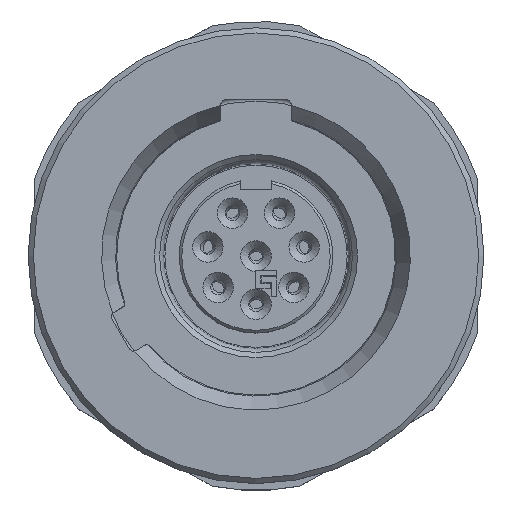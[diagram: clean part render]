
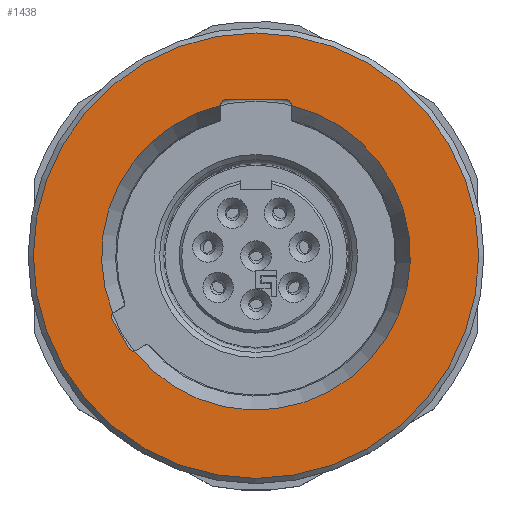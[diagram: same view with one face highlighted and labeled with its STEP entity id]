
A CAD part, top view. The second image highlights one B-rep face of the part: STEP entity #1438.
In plain terms, the highlighted planar face has unit normal (0, 0, 1).
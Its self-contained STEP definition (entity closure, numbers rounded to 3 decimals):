
#614=LINE('',#7981,#932);
#615=LINE('',#7988,#933);
#616=LINE('',#7992,#934);
#617=LINE('',#7996,#935);
#932=VECTOR('',#6440,1.);
#933=VECTOR('',#6445,1.);
#934=VECTOR('',#6448,1.);
#935=VECTOR('',#6451,1.);
#1283=PLANE('',#5832);
#1438=ADVANCED_FACE('',(#1888,#1889),#1283,.T.);
#1888=FACE_BOUND('',#2152,.T.);
#1889=FACE_BOUND('',#2153,.T.);
#2152=EDGE_LOOP('',(#2652));
#2153=EDGE_LOOP('',(#2653,#2654,#2655,#2656,#2657,#2658,#2659,#2660,#2661,
#2662));
#2652=ORIENTED_EDGE('',*,*,#4754,.T.);
#2653=ORIENTED_EDGE('',*,*,#4755,.F.);
#2654=ORIENTED_EDGE('',*,*,#4756,.T.);
#2655=ORIENTED_EDGE('',*,*,#4757,.T.);
#2656=ORIENTED_EDGE('',*,*,#4758,.F.);
#2657=ORIENTED_EDGE('',*,*,#4759,.T.);
#2658=ORIENTED_EDGE('',*,*,#4760,.T.);
#2659=ORIENTED_EDGE('',*,*,#4761,.T.);
#2660=ORIENTED_EDGE('',*,*,#4762,.T.);
#2661=ORIENTED_EDGE('',*,*,#4763,.T.);
#2662=ORIENTED_EDGE('',*,*,#4764,.T.);
#4202=VERTEX_POINT('',#7980);
#4203=VERTEX_POINT('',#7982);
#4204=VERTEX_POINT('',#7983);
#4205=VERTEX_POINT('',#7985);
#4206=VERTEX_POINT('',#7987);
#4207=VERTEX_POINT('',#7989);
#4208=VERTEX_POINT('',#7991);
#4209=VERTEX_POINT('',#7993);
#4210=VERTEX_POINT('',#7995);
#4211=VERTEX_POINT('',#7997);
#4212=VERTEX_POINT('',#7999);
#4754=EDGE_CURVE('',#4202,#4202,#5526,.T.);
#4755=EDGE_CURVE('',#4203,#4204,#614,.T.);
#4756=EDGE_CURVE('',#4203,#4205,#5527,.T.);
#4757=EDGE_CURVE('',#4205,#4206,#5528,.T.);
#4758=EDGE_CURVE('',#4207,#4206,#615,.T.);
#4759=EDGE_CURVE('',#4207,#4208,#5529,.T.);
#4760=EDGE_CURVE('',#4208,#4209,#616,.T.);
#4761=EDGE_CURVE('',#4209,#4210,#5530,.T.);
#4762=EDGE_CURVE('',#4210,#4211,#617,.T.);
#4763=EDGE_CURVE('',#4211,#4212,#5531,.T.);
#4764=EDGE_CURVE('',#4212,#4204,#5532,.T.);
#5526=CIRCLE('',#5825,8.55);
#5527=CIRCLE('',#5826,0.2);
#5528=CIRCLE('',#5827,5.927);
#5529=CIRCLE('',#5828,0.2);
#5530=CIRCLE('',#5829,0.2);
#5531=CIRCLE('',#5830,5.927);
#5532=CIRCLE('',#5831,0.2);
#5825=AXIS2_PLACEMENT_3D('',#7979,#6438,#6439);
#5826=AXIS2_PLACEMENT_3D('',#7984,#6441,#6442);
#5827=AXIS2_PLACEMENT_3D('',#7986,#6443,#6444);
#5828=AXIS2_PLACEMENT_3D('',#7990,#6446,#6447);
#5829=AXIS2_PLACEMENT_3D('',#7994,#6449,#6450);
#5830=AXIS2_PLACEMENT_3D('',#7998,#6452,#6453);
#5831=AXIS2_PLACEMENT_3D('',#8000,#6454,#6455);
#5832=AXIS2_PLACEMENT_3D('',#8001,#6456,#6457);
#6438=DIRECTION('',(0.,0.,1.));
#6439=DIRECTION('',(1.,0.,0.));
#6440=DIRECTION('',(0.5,-0.866,0.));
#6441=DIRECTION('',(0.,0.,-1.));
#6442=DIRECTION('',(1.,0.,0.));
#6443=DIRECTION('',(0.,0.,-1.));
#6444=DIRECTION('',(1.,0.,0.));
#6445=DIRECTION('',(0.,-1.,0.));
#6446=DIRECTION('',(0.,0.,-1.));
#6447=DIRECTION('',(1.,0.,0.));
#6448=DIRECTION('',(1.,0.,0.));
#6449=DIRECTION('',(0.,0.,-1.));
#6450=DIRECTION('',(1.,0.,0.));
#6451=DIRECTION('',(0.,-1.,0.));
#6452=DIRECTION('',(0.,0.,-1.));
#6453=DIRECTION('',(1.,0.,0.));
#6454=DIRECTION('',(0.,0.,-1.));
#6455=DIRECTION('',(1.,0.,0.));
#6456=DIRECTION('',(0.,0.,1.));
#6457=DIRECTION('',(1.,0.,0.));
#7979=CARTESIAN_POINT('',(0.,0.,15.8));
#7980=CARTESIAN_POINT('',(8.55,0.,15.8));
#7981=CARTESIAN_POINT('',(-5.621,-2.264,15.8));
#7982=CARTESIAN_POINT('',(-5.521,-2.437,15.8));
#7983=CARTESIAN_POINT('',(-4.871,-3.563,15.8));
#7984=CARTESIAN_POINT('',(-5.348,-2.337,15.8));
#7985=CARTESIAN_POINT('',(-5.501,-2.208,15.8));
#7986=CARTESIAN_POINT('',(0.,0.,15.8));
#7987=CARTESIAN_POINT('',(-1.35,5.772,15.8));
#7988=CARTESIAN_POINT('',(-1.35,6.,15.8));
#7989=CARTESIAN_POINT('',(-1.35,5.8,15.8));
#7990=CARTESIAN_POINT('',(-1.15,5.8,15.8));
#7991=CARTESIAN_POINT('',(-1.15,6.,15.8));
#7992=CARTESIAN_POINT('',(-1.35,6.,15.8));
#7993=CARTESIAN_POINT('',(1.15,6.,15.8));
#7994=CARTESIAN_POINT('',(1.15,5.8,15.8));
#7995=CARTESIAN_POINT('',(1.35,5.8,15.8));
#7996=CARTESIAN_POINT('',(1.35,6.,15.8));
#7997=CARTESIAN_POINT('',(1.35,5.772,15.8));
#7998=CARTESIAN_POINT('',(0.,0.,15.8));
#7999=CARTESIAN_POINT('',(-4.663,-3.66,15.8));
#8000=CARTESIAN_POINT('',(-4.698,-3.463,15.8));
#8001=CARTESIAN_POINT('',(0.,0.,15.8));
